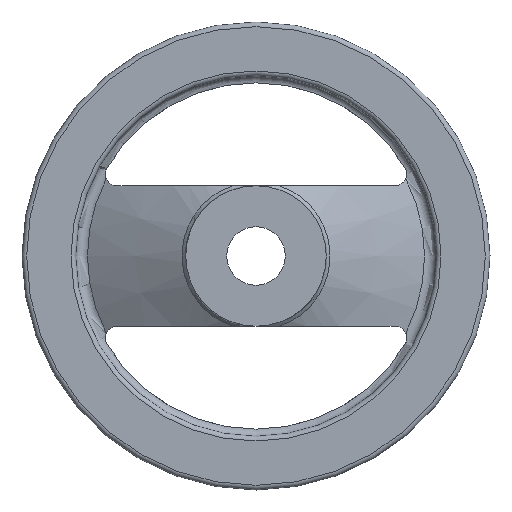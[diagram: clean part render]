
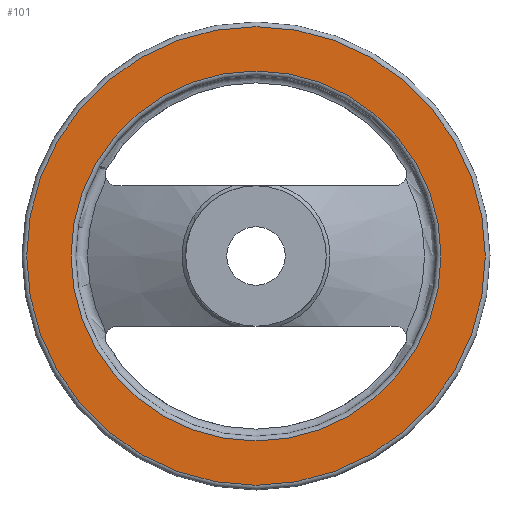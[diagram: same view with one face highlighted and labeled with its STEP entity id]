
A CAD part, left-side view. The second image highlights one B-rep face of the part: STEP entity #101.
In plain terms, the highlighted planar face has unit normal (-1, 0, 0).
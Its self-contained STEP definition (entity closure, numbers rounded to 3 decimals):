
#101 = ADVANCED_FACE( '', ( #213, #214 ), #215, .F. );
#213 = FACE_OUTER_BOUND( '', #322, .T. );
#214 = FACE_BOUND( '', #323, .T. );
#215 = PLANE( '', #324 );
#322 = EDGE_LOOP( '', ( #538 ) );
#323 = EDGE_LOOP( '', ( #539 ) );
#324 = AXIS2_PLACEMENT_3D( '', #540, #541, #542 );
#538 = ORIENTED_EDGE( '', *, *, #633, .F. );
#539 = ORIENTED_EDGE( '', *, *, #619, .T. );
#540 = CARTESIAN_POINT( '', ( 15.2, 31.62, 0. ) );
#541 = DIRECTION( '', ( 1., 0., 0. ) );
#542 = DIRECTION( '', ( 0., 0., -1. ) );
#619 = EDGE_CURVE( '', #741, #741, #742, .T. );
#633 = EDGE_CURVE( '', #760, #760, #761, .T. );
#741 = VERTEX_POINT( '', #1016 );
#742 = CIRCLE( '', #1017, 31.62 );
#760 = VERTEX_POINT( '', #1075 );
#761 = CIRCLE( '', #1076, 39.2 );
#1016 = CARTESIAN_POINT( '', ( 15.2, 0., -31.62 ) );
#1017 = AXIS2_PLACEMENT_3D( '', #1285, #1286, #1287 );
#1075 = CARTESIAN_POINT( '', ( 15.2, 0., -39.2 ) );
#1076 = AXIS2_PLACEMENT_3D( '', #1300, #1301, #1302 );
#1285 = CARTESIAN_POINT( '', ( 15.2, 0., 0. ) );
#1286 = DIRECTION( '', ( 1., 0., 0. ) );
#1287 = DIRECTION( '', ( 0., 0., -1. ) );
#1300 = CARTESIAN_POINT( '', ( 15.2, 0., 0. ) );
#1301 = DIRECTION( '', ( 1., 0., 0. ) );
#1302 = DIRECTION( '', ( 0., 0., -1. ) );
